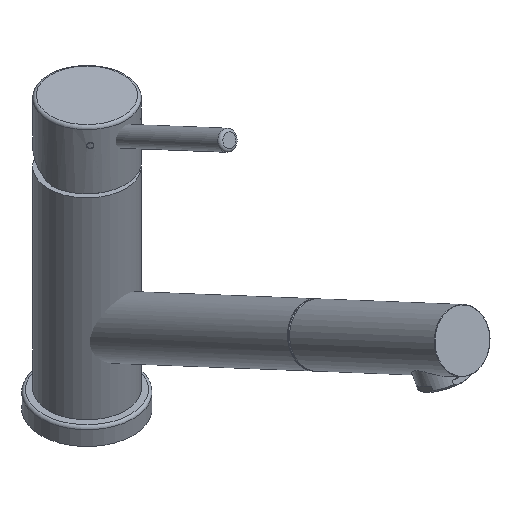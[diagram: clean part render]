
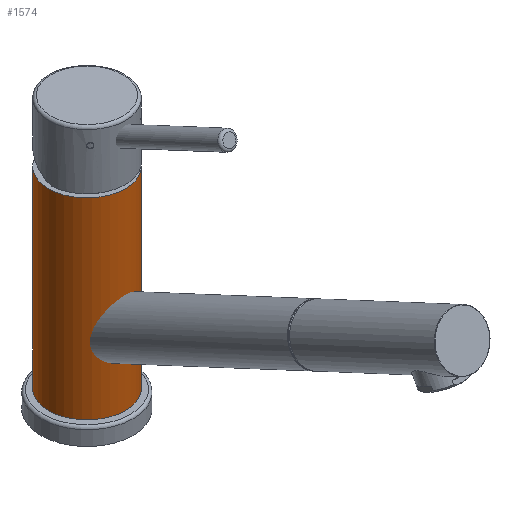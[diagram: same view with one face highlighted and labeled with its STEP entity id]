
A CAD part, isometric view. The second image highlights one B-rep face of the part: STEP entity #1574.
In plain terms, the highlighted cylindrical face has radius 22.5 mm (diameter 45 mm), a full revolution.
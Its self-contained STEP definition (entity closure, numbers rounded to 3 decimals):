
#280=FACE_OUTER_BOUND('',#383,.T.);
#383=EDGE_LOOP('',(#1335,#1336,#1337,#1338));
#470=LINE('',#4691,#565);
#565=VECTOR('',#2288,22.5);
#676=CIRCLE('',#1881,22.5);
#677=CIRCLE('',#1882,22.5);
#789=VERTEX_POINT('',#4688);
#790=VERTEX_POINT('',#4690);
#981=EDGE_CURVE('',#789,#789,#676,.T.);
#982=EDGE_CURVE('',#789,#790,#470,.T.);
#983=EDGE_CURVE('',#790,#790,#677,.T.);
#1335=ORIENTED_EDGE('',*,*,#981,.T.);
#1336=ORIENTED_EDGE('',*,*,#982,.T.);
#1337=ORIENTED_EDGE('',*,*,#983,.T.);
#1338=ORIENTED_EDGE('',*,*,#982,.F.);
#1502=CYLINDRICAL_SURFACE('',#1880,22.5);
#1574=ADVANCED_FACE('',(#280),#1502,.T.);
#1880=AXIS2_PLACEMENT_3D('',#4687,#2284,#2285);
#1881=AXIS2_PLACEMENT_3D('',#4689,#2286,#2287);
#1882=AXIS2_PLACEMENT_3D('',#4692,#2289,#2290);
#2284=DIRECTION('center_axis',(0.,1.,0.));
#2285=DIRECTION('ref_axis',(-1.,0.,0.));
#2286=DIRECTION('center_axis',(0.,-1.,0.));
#2287=DIRECTION('ref_axis',(1.,0.,0.));
#2288=DIRECTION('',(0.,-1.,0.));
#2289=DIRECTION('center_axis',(0.,1.,0.));
#2290=DIRECTION('ref_axis',(1.,0.,0.));
#4687=CARTESIAN_POINT('Origin',(0.,-5.625,0.));
#4688=CARTESIAN_POINT('',(22.5,112.5,0.));
#4689=CARTESIAN_POINT('Origin',(0.,112.5,0.));
#4690=CARTESIAN_POINT('',(22.5,0.,0.));
#4691=CARTESIAN_POINT('',(22.5,-5.625,0.));
#4692=CARTESIAN_POINT('Origin',(0.,0.,0.));
